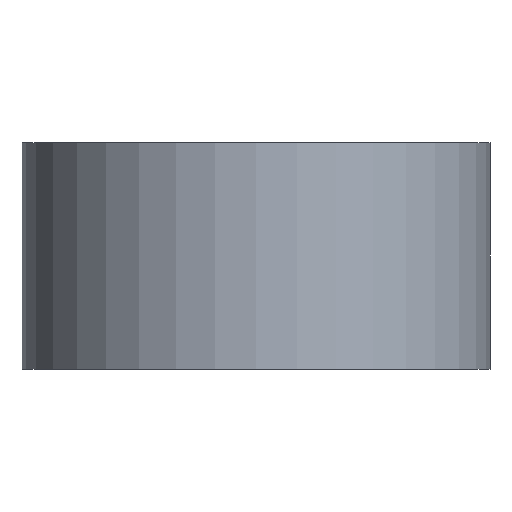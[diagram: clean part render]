
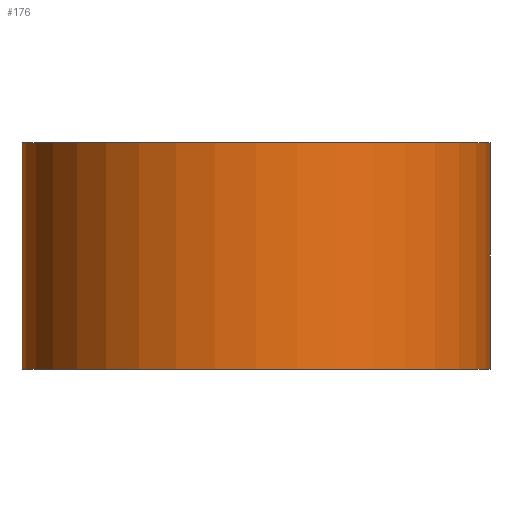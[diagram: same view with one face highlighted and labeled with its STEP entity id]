
A CAD part, front view. The second image highlights one B-rep face of the part: STEP entity #176.
In plain terms, the highlighted cylindrical face has radius 2.425 mm (diameter 4.85 mm), a partial arc.
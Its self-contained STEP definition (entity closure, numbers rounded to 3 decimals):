
#16 = ORIENTED_EDGE ( 'NONE', *, *, #387, .T. ) ;
#21 = CARTESIAN_POINT ( 'NONE',  ( 0., 0., -1.175 ) ) ;
#22 = FACE_OUTER_BOUND ( 'NONE', #426, .T. ) ;
#33 = VERTEX_POINT ( 'NONE', #449 ) ;
#63 = LINE ( 'NONE', #293, #205 ) ;
#70 = VERTEX_POINT ( 'NONE', #219 ) ;
#81 = AXIS2_PLACEMENT_3D ( 'NONE', #500, #337, #332 ) ;
#82 = LINE ( 'NONE', #132, #235 ) ;
#90 = CARTESIAN_POINT ( 'NONE',  ( -2.425, 0., -1.175 ) ) ;
#94 = DIRECTION ( 'NONE',  ( 1., 0., 0. ) ) ;
#132 = CARTESIAN_POINT ( 'NONE',  ( 2.425, 0., 1.175 ) ) ;
#137 = DIRECTION ( 'NONE',  ( 0., 0., 1. ) ) ;
#146 = EDGE_CURVE ( 'NONE', #230, #33, #82, .T. ) ;
#157 = AXIS2_PLACEMENT_3D ( 'NONE', #160, #208, #94 ) ;
#160 = CARTESIAN_POINT ( 'NONE',  ( 0., 0., 1.175 ) ) ;
#176 = ADVANCED_FACE ( 'NONE', ( #22 ), #456, .T. ) ;
#205 = VECTOR ( 'NONE', #336, 1000. ) ;
#208 = DIRECTION ( 'NONE',  ( 0., 0., 1. ) ) ;
#219 = CARTESIAN_POINT ( 'NONE',  ( -2.425, 0., 1.175 ) ) ;
#230 = VERTEX_POINT ( 'NONE', #327 ) ;
#235 = VECTOR ( 'NONE', #266, 1000. ) ;
#237 = AXIS2_PLACEMENT_3D ( 'NONE', #21, #137, #253 ) ;
#249 = CIRCLE ( 'NONE', #157, 2.425 ) ;
#253 = DIRECTION ( 'NONE',  ( 1., 0., 0. ) ) ;
#254 = EDGE_CURVE ( 'NONE', #70, #230, #249, .T. ) ;
#266 = DIRECTION ( 'NONE',  ( 0., 0., -1. ) ) ;
#267 = VERTEX_POINT ( 'NONE', #90 ) ;
#293 = CARTESIAN_POINT ( 'NONE',  ( -2.425, 0., 1.175 ) ) ;
#312 = ORIENTED_EDGE ( 'NONE', *, *, #254, .F. ) ;
#317 = ORIENTED_EDGE ( 'NONE', *, *, #358, .T. ) ;
#327 = CARTESIAN_POINT ( 'NONE',  ( 2.425, 0., 1.175 ) ) ;
#332 = DIRECTION ( 'NONE',  ( -1., 0., 0. ) ) ;
#336 = DIRECTION ( 'NONE',  ( 0., 0., -1. ) ) ;
#337 = DIRECTION ( 'NONE',  ( 0., 0., -1. ) ) ;
#354 = CIRCLE ( 'NONE', #237, 2.425 ) ;
#358 = EDGE_CURVE ( 'NONE', #267, #33, #354, .T. ) ;
#387 = EDGE_CURVE ( 'NONE', #70, #267, #63, .T. ) ;
#426 = EDGE_LOOP ( 'NONE', ( #465, #312, #16, #317 ) ) ;
#449 = CARTESIAN_POINT ( 'NONE',  ( 2.425, 0., -1.175 ) ) ;
#456 = CYLINDRICAL_SURFACE ( 'NONE', #81, 2.425 ) ;
#465 = ORIENTED_EDGE ( 'NONE', *, *, #146, .F. ) ;
#500 = CARTESIAN_POINT ( 'NONE',  ( 0., 0., 1.175 ) ) ;
